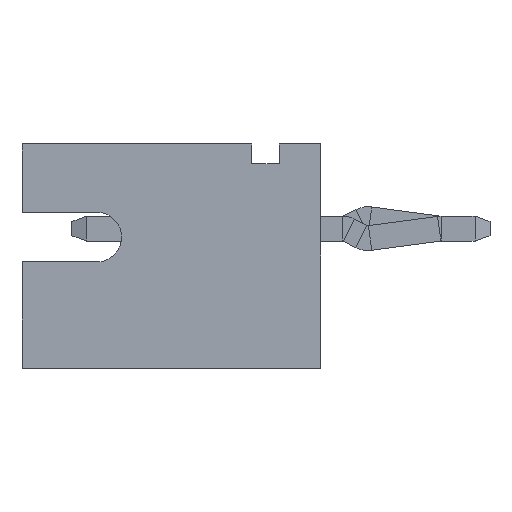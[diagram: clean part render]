
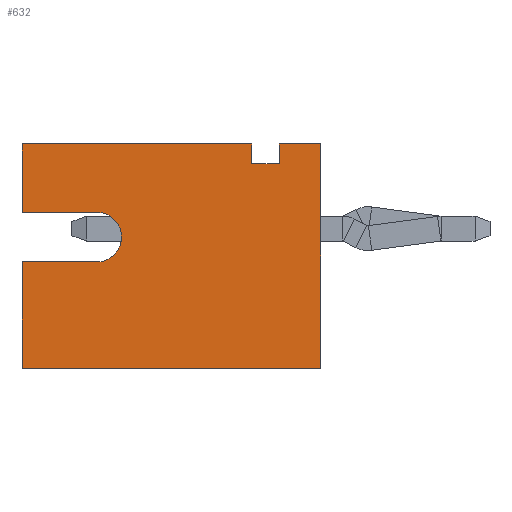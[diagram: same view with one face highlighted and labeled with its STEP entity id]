
A CAD part, left-side view. The second image highlights one B-rep face of the part: STEP entity #632.
In plain terms, the highlighted planar face has unit normal (-1, 0, 0).
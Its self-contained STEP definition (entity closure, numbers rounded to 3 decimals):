
#223 = ORIENTED_EDGE ( 'NONE', *, *, #4282, .F. ) ;
#247 = VECTOR ( 'NONE', #1591, 1000. ) ;
#345 = LINE ( 'NONE', #8505, #1412 ) ;
#632 = ADVANCED_FACE ( 'NONE', ( #1065 ), #4079, .F. ) ;
#680 = DIRECTION ( 'NONE',  ( 0., -1., 0. ) ) ;
#738 = VERTEX_POINT ( 'NONE', #6804 ) ;
#772 = DIRECTION ( 'NONE',  ( 0., 0., -1. ) ) ;
#808 = CARTESIAN_POINT ( 'NONE',  ( -2.95, 3., -0.12 ) ) ;
#1029 = VERTEX_POINT ( 'NONE', #5934 ) ;
#1065 = FACE_OUTER_BOUND ( 'NONE', #4711, .T. ) ;
#1156 = DIRECTION ( 'NONE',  ( 0., 1., 0. ) ) ;
#1260 = CARTESIAN_POINT ( 'NONE',  ( -2.95, 3., 2.25 ) ) ;
#1353 = VECTOR ( 'NONE', #2804, 1000. ) ;
#1412 = VECTOR ( 'NONE', #6421, 1000. ) ;
#1433 = EDGE_CURVE ( 'NONE', #2320, #2219, #4953, .T. ) ;
#1536 = CARTESIAN_POINT ( 'NONE',  ( -2.95, -2.17, 1.85 ) ) ;
#1565 = VECTOR ( 'NONE', #5020, 1000. ) ;
#1591 = DIRECTION ( 'NONE',  ( 0., -1., 0. ) ) ;
#1675 = LINE ( 'NONE', #4728, #6194 ) ;
#1919 = EDGE_CURVE ( 'NONE', #738, #5670, #6399, .T. ) ;
#1923 = VECTOR ( 'NONE', #1156, 1000. ) ;
#1949 = VECTOR ( 'NONE', #2267, 1000. ) ;
#2147 = EDGE_CURVE ( 'NONE', #4543, #738, #1675, .T. ) ;
#2219 = VERTEX_POINT ( 'NONE', #5649 ) ;
#2267 = DIRECTION ( 'NONE',  ( 0., -1., 0. ) ) ;
#2320 = VERTEX_POINT ( 'NONE', #6431 ) ;
#2340 = CARTESIAN_POINT ( 'NONE',  ( -2.95, -2.17, 2.25 ) ) ;
#2492 = CARTESIAN_POINT ( 'NONE',  ( -2.95, -2.17, 1.85 ) ) ;
#2545 = LINE ( 'NONE', #3048, #247 ) ;
#2614 = EDGE_CURVE ( 'NONE', #4076, #5345, #6594, .T. ) ;
#2763 = LINE ( 'NONE', #3165, #1923 ) ;
#2804 = DIRECTION ( 'NONE',  ( 0., -1., 0. ) ) ;
#2814 = ORIENTED_EDGE ( 'NONE', *, *, #3942, .F. ) ;
#2836 = EDGE_CURVE ( 'NONE', #7695, #4983, #3136, .T. ) ;
#3048 = CARTESIAN_POINT ( 'NONE',  ( -2.95, 3., 2.25 ) ) ;
#3136 = LINE ( 'NONE', #6144, #1565 ) ;
#3165 = CARTESIAN_POINT ( 'NONE',  ( -2.95, 3., 0.88 ) ) ;
#3330 = VECTOR ( 'NONE', #3582, 1000. ) ;
#3475 = ORIENTED_EDGE ( 'NONE', *, *, #3597, .F. ) ;
#3522 = AXIS2_PLACEMENT_3D ( 'NONE', #6119, #6895, #4894 ) ;
#3582 = DIRECTION ( 'NONE',  ( 0., 0., 1. ) ) ;
#3597 = EDGE_CURVE ( 'NONE', #5670, #8546, #4056, .T. ) ;
#3942 = EDGE_CURVE ( 'NONE', #6706, #1029, #4467, .T. ) ;
#4056 = LINE ( 'NONE', #1536, #3330 ) ;
#4076 = VERTEX_POINT ( 'NONE', #7417 ) ;
#4079 = PLANE ( 'NONE',  #3522 ) ;
#4155 = CARTESIAN_POINT ( 'NONE',  ( -2.95, -1.61, 1.85 ) ) ;
#4242 = DIRECTION ( 'NONE',  ( 0., 0., -1. ) ) ;
#4282 = EDGE_CURVE ( 'NONE', #8546, #2320, #6460, .T. ) ;
#4380 = VECTOR ( 'NONE', #6136, 1000. ) ;
#4449 = EDGE_CURVE ( 'NONE', #4983, #6706, #8173, .T. ) ;
#4467 = CIRCLE ( 'NONE', #7898, 0.5 ) ;
#4512 = CARTESIAN_POINT ( 'NONE',  ( -2.95, 1.5, 0.38 ) ) ;
#4543 = VERTEX_POINT ( 'NONE', #8272 ) ;
#4711 = EDGE_LOOP ( 'NONE', ( #8339, #8544, #223, #3475, #5456, #4862, #6154, #5813, #5384, #2814, #7132, #5872 ) ) ;
#4728 = CARTESIAN_POINT ( 'NONE',  ( -2.95, -1.61, 2.25 ) ) ;
#4862 = ORIENTED_EDGE ( 'NONE', *, *, #2147, .F. ) ;
#4894 = DIRECTION ( 'NONE',  ( 0., 0., -1. ) ) ;
#4953 = LINE ( 'NONE', #8330, #7701 ) ;
#4983 = VERTEX_POINT ( 'NONE', #808 ) ;
#5020 = DIRECTION ( 'NONE',  ( 0., 0., 1. ) ) ;
#5195 = CARTESIAN_POINT ( 'NONE',  ( -2.95, -2.17, 2.25 ) ) ;
#5345 = VERTEX_POINT ( 'NONE', #1260 ) ;
#5384 = ORIENTED_EDGE ( 'NONE', *, *, #7350, .F. ) ;
#5456 = ORIENTED_EDGE ( 'NONE', *, *, #1919, .F. ) ;
#5649 = CARTESIAN_POINT ( 'NONE',  ( -2.95, -3., -2.25 ) ) ;
#5670 = VERTEX_POINT ( 'NONE', #2492 ) ;
#5813 = ORIENTED_EDGE ( 'NONE', *, *, #2614, .F. ) ;
#5872 = ORIENTED_EDGE ( 'NONE', *, *, #2836, .F. ) ;
#5920 = DIRECTION ( 'NONE',  ( 0., 0., -1. ) ) ;
#5934 = CARTESIAN_POINT ( 'NONE',  ( -2.95, 1.5, 0.88 ) ) ;
#6119 = CARTESIAN_POINT ( 'NONE',  ( -2.95, 1.5, 0.38 ) ) ;
#6136 = DIRECTION ( 'NONE',  ( 0., 0., 1. ) ) ;
#6144 = CARTESIAN_POINT ( 'NONE',  ( -2.95, 3., -2.25 ) ) ;
#6154 = ORIENTED_EDGE ( 'NONE', *, *, #7281, .F. ) ;
#6194 = VECTOR ( 'NONE', #772, 1000. ) ;
#6399 = LINE ( 'NONE', #4155, #1353 ) ;
#6421 = DIRECTION ( 'NONE',  ( 0., 1., 0. ) ) ;
#6431 = CARTESIAN_POINT ( 'NONE',  ( -2.95, -3., 2.25 ) ) ;
#6460 = LINE ( 'NONE', #2340, #1949 ) ;
#6594 = LINE ( 'NONE', #6811, #4380 ) ;
#6706 = VERTEX_POINT ( 'NONE', #7809 ) ;
#6804 = CARTESIAN_POINT ( 'NONE',  ( -2.95, -1.61, 1.85 ) ) ;
#6811 = CARTESIAN_POINT ( 'NONE',  ( -2.95, 3., 0.88 ) ) ;
#6894 = VECTOR ( 'NONE', #680, 1000. ) ;
#6895 = DIRECTION ( 'NONE',  ( 1., 0., 0. ) ) ;
#6987 = CARTESIAN_POINT ( 'NONE',  ( -2.95, 3., -2.25 ) ) ;
#7132 = ORIENTED_EDGE ( 'NONE', *, *, #4449, .F. ) ;
#7281 = EDGE_CURVE ( 'NONE', #5345, #4543, #2545, .T. ) ;
#7350 = EDGE_CURVE ( 'NONE', #1029, #4076, #2763, .T. ) ;
#7376 = CARTESIAN_POINT ( 'NONE',  ( -2.95, 1.5, -0.12 ) ) ;
#7410 = EDGE_CURVE ( 'NONE', #2219, #7695, #345, .T. ) ;
#7417 = CARTESIAN_POINT ( 'NONE',  ( -2.95, 3., 0.88 ) ) ;
#7695 = VERTEX_POINT ( 'NONE', #6987 ) ;
#7701 = VECTOR ( 'NONE', #4242, 1000. ) ;
#7809 = CARTESIAN_POINT ( 'NONE',  ( -2.95, 1.5, -0.12 ) ) ;
#7898 = AXIS2_PLACEMENT_3D ( 'NONE', #4512, #8538, #5920 ) ;
#8173 = LINE ( 'NONE', #7376, #6894 ) ;
#8272 = CARTESIAN_POINT ( 'NONE',  ( -2.95, -1.61, 2.25 ) ) ;
#8330 = CARTESIAN_POINT ( 'NONE',  ( -2.95, -3., 2.25 ) ) ;
#8339 = ORIENTED_EDGE ( 'NONE', *, *, #7410, .F. ) ;
#8505 = CARTESIAN_POINT ( 'NONE',  ( -2.95, -3., -2.25 ) ) ;
#8538 = DIRECTION ( 'NONE',  ( -1., 0., 0. ) ) ;
#8544 = ORIENTED_EDGE ( 'NONE', *, *, #1433, .F. ) ;
#8546 = VERTEX_POINT ( 'NONE', #5195 ) ;
